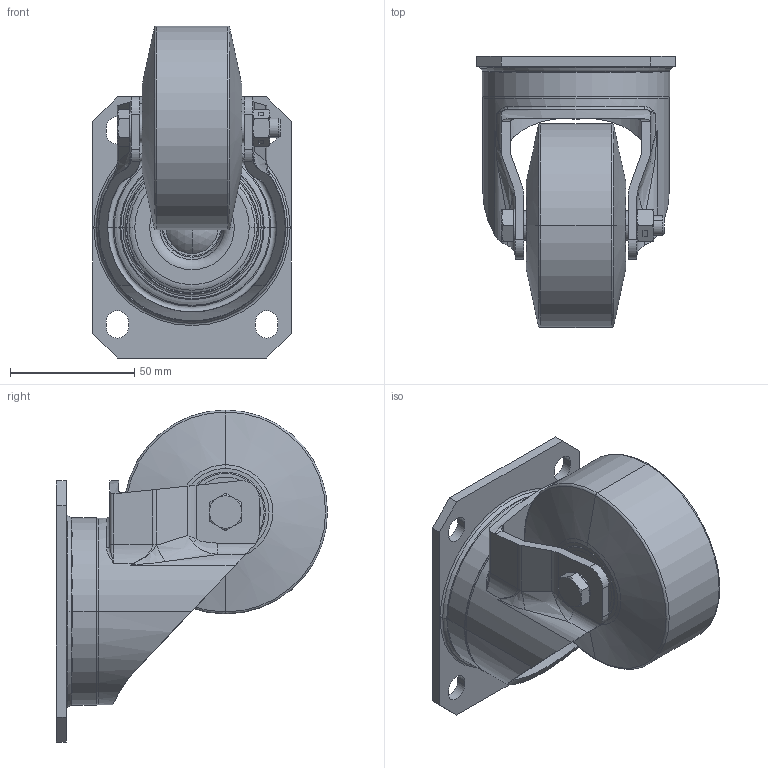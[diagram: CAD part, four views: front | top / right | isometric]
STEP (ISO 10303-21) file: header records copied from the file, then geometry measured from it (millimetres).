
FILE_DESCRIPTION (( 'STEP AP203' ), '1' );
FILE_NAME ('0020232K.STEP', '2009-07-07T11:56:17', ( ' ' ), ( '' ), 'SwSTEP 2.0', 'SolidWorks 2008', '' );
FILE_SCHEMA (( 'CONFIG_CONTROL_DESIGN' ));
Length unit declared in the file: millimetre
Products named in the file (1): 0020232K
Bounding box: 80 x 109 x 133.5 mm (x, y, z)
Volume: 281797.4 mm3; surface area: 111854.2 mm2
Topology: 58 solids, 58 shells, 515 faces, 1271 edges, 788 vertices
Faces by surface type: cylinder 114, plane 111, sphere 92, torus 86, cone 80, bspline 32
Entity records: 14919 total; most frequent: CARTESIAN_POINT 4039, DIRECTION 2432, ORIENTED_EDGE 2068, AXIS2_PLACEMENT_3D 1052, EDGE_CURVE 1034, VERTEX_POINT 653, CIRCLE 568, EDGE_LOOP 567
